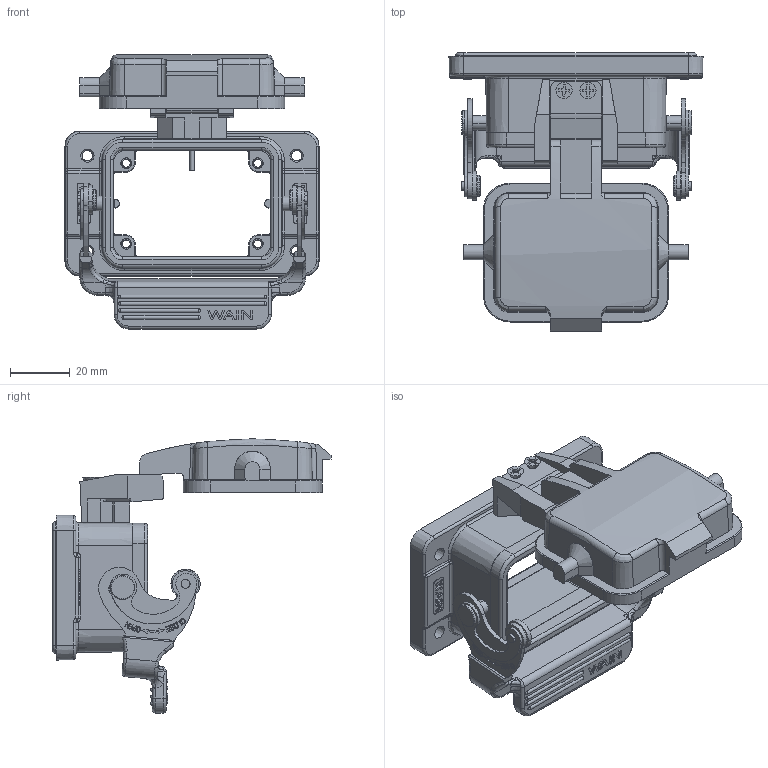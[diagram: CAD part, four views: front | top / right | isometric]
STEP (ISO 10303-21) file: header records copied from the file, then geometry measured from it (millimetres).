
FILE_DESCRIPTION((''),'2;1');
FILE_NAME('BREP_WITH_VOIDS_53815_1_1','2018-12-10T',('sy.ji'),(''),'PRO/ENGINEER BY PARAMETRIC TECHNOLOGY CORPORATION, 2014310','PRO/ENGINEER BY PARAMETRIC TECHNOLOGY CORPORATION, 2014310','');
FILE_SCHEMA(('CONFIG_CONTROL_DESIGN'));
Products named in the file (1): BREP_WITH_VOIDS_53815_1_1
Bounding box: 85 x 93.05 x 91.68 mm (x, y, z)
Volume: 62760.5 mm3; surface area: 48422.2 mm2
Topology: 4 solids, 23 shells, 1975 faces, 5462 edges, 3538 vertices
Faces by surface type: plane 820, cylinder 530, extrusion 257, cone 130, torus 106, bspline 74, sphere 58
Entity records: 83237 total; most frequent: CARTESIAN_POINT 33507, ORIENTED_EDGE 10796, DIRECTION 9231, EDGE_CURVE 5400, VERTEX_POINT 3538, VECTOR 3175, AXIS2_PLACEMENT_3D 3028, LINE 2918
